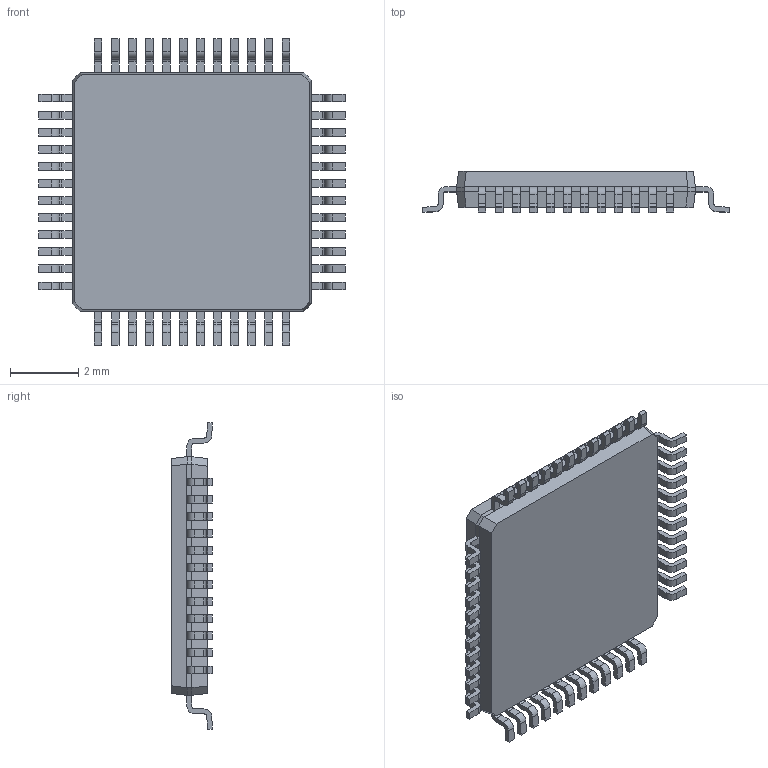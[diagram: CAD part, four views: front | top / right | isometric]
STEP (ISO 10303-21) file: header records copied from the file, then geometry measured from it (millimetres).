
FILE_DESCRIPTION (( 'STEP AP214' ), '1' );
FILE_NAME ('ATSAMD21G18A-AU.STEP', '2019-08-16T11:06:29', ( '' ), ( '' ), 'SwSTEP 2.0', 'SolidWorks 2017', '' );
FILE_SCHEMA (( 'AUTOMOTIVE_DESIGN' ));
Length unit declared in the file: millimetre
Products named in the file (1): ATSAMD21G18A-AU
Bounding box: 9 x 1.2 x 9 mm (x, y, z)
Volume: 52.9 mm3; surface area: 177.2 mm2
Topology: 49 solids, 49 shells, 698 faces, 1800 edges, 1200 vertices
Faces by surface type: plane 506, cylinder 192
Entity records: 29026 total; most frequent: CARTESIAN_POINT 3699, ORIENTED_EDGE 3600, DIRECTION 3582, EDGE_CURVE 1800, VECTOR 1416, LINE 1416, VERTEX_POINT 1200, AXIS2_PLACEMENT_3D 1083
